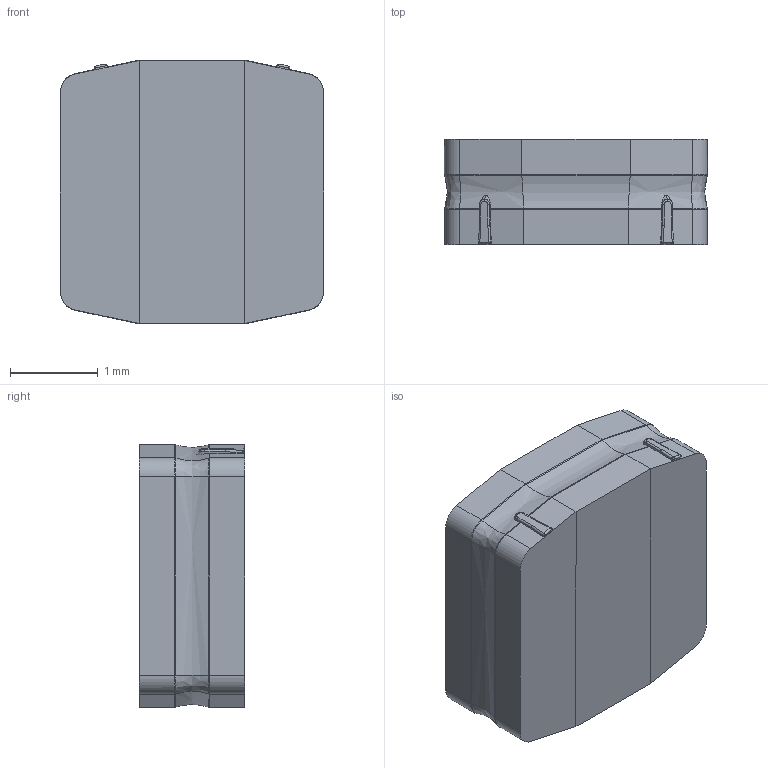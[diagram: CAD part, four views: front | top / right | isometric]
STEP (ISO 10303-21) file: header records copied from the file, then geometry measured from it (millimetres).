
FILE_DESCRIPTION (( 'STEP AP214' ), '1' );
FILE_NAME ('VLS3012CX-100M-1.STEP', '2022-03-04T03:22:06', ( '' ), ( '' ), 'SwSTEP 2.0', 'SolidWorks 2017', '' );
FILE_SCHEMA (( 'AUTOMOTIVE_DESIGN' ));
Length unit declared in the file: millimetre
Products named in the file (1): VLS3012CX-100M-1
Bounding box: 3 x 1.2 x 3 mm (x, y, z)
Volume: 10.3 mm3; surface area: 46.3 mm2
Topology: 34 solids, 34 shells, 307 faces, 626 edges, 412 vertices
Faces by surface type: cylinder 142, plane 133, bspline 24, sphere 8
Entity records: 9411 total; most frequent: CARTESIAN_POINT 2566, DIRECTION 1392, ORIENTED_EDGE 1244, EDGE_CURVE 622, AXIS2_PLACEMENT_3D 570, VERTEX_POINT 412, EDGE_LOOP 336, FACE_OUTER_BOUND 307
